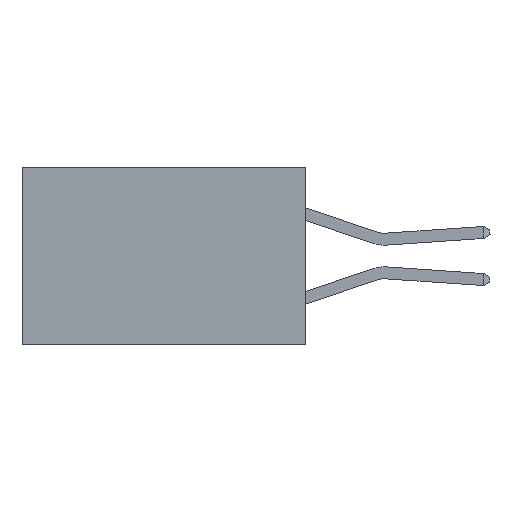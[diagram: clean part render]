
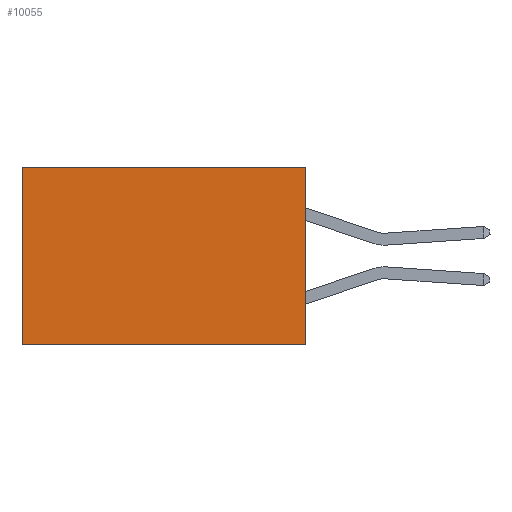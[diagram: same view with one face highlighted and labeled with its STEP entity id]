
A CAD part, left-side view. The second image highlights one B-rep face of the part: STEP entity #10055.
In plain terms, the highlighted planar face has unit normal (-1, 0, 0).
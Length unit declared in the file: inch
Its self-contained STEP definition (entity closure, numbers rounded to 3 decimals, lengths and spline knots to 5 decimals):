
#287 = EDGE_CURVE ( 'NONE', #4093, #16880, #6941, .T. ) ;
#329 = EDGE_LOOP ( 'NONE', ( #18075, #18293, #2953, #8485 ) ) ;
#1151 = CARTESIAN_POINT ( 'NONE',  ( 0.277, 0., 0. ) ) ;
#1639 = EDGE_CURVE ( 'NONE', #4093, #3101, #9491, .T. ) ;
#2953 = ORIENTED_EDGE ( 'NONE', *, *, #1639, .F. ) ;
#3101 = VERTEX_POINT ( 'NONE', #9810 ) ;
#3172 = CARTESIAN_POINT ( 'NONE',  ( 0.277, 0., -0.37 ) ) ;
#3877 = CARTESIAN_POINT ( 'NONE',  ( 0.277, 0., -0.37 ) ) ;
#4093 = VERTEX_POINT ( 'NONE', #1151 ) ;
#4368 = CARTESIAN_POINT ( 'NONE',  ( 0.277, 0., 0. ) ) ;
#4521 = DIRECTION ( 'NONE',  ( 0., 1., 0. ) ) ;
#4844 = VECTOR ( 'NONE', #15867, 39.37008 ) ;
#5424 = DIRECTION ( 'NONE',  ( 1., 0., 0. ) ) ;
#5578 = LINE ( 'NONE', #13834, #13205 ) ;
#6941 = LINE ( 'NONE', #4368, #14974 ) ;
#7607 = FACE_OUTER_BOUND ( 'NONE', #329, .T. ) ;
#7663 = EDGE_CURVE ( 'NONE', #3101, #11707, #16930, .T. ) ;
#8485 = ORIENTED_EDGE ( 'NONE', *, *, #287, .T. ) ;
#9491 = LINE ( 'NONE', #3172, #17497 ) ;
#9810 = CARTESIAN_POINT ( 'NONE',  ( 0.277, 0., -0.37 ) ) ;
#10055 = ADVANCED_FACE ( 'NONE', ( #7607 ), #13011, .F. ) ;
#10082 = CARTESIAN_POINT ( 'NONE',  ( 0.277, 0.59, 0. ) ) ;
#10354 = DIRECTION ( 'NONE',  ( 0., 0., -1. ) ) ;
#11707 = VERTEX_POINT ( 'NONE', #17979 ) ;
#13011 = PLANE ( 'NONE',  #13749 ) ;
#13205 = VECTOR ( 'NONE', #15323, 39.37008 ) ;
#13749 = AXIS2_PLACEMENT_3D ( 'NONE', #3877, #5424, #16008 ) ;
#13834 = CARTESIAN_POINT ( 'NONE',  ( 0.277, 0.59, -0.37 ) ) ;
#14974 = VECTOR ( 'NONE', #4521, 39.37008 ) ;
#15323 = DIRECTION ( 'NONE',  ( 0., 0., -1. ) ) ;
#15746 = EDGE_CURVE ( 'NONE', #16880, #11707, #5578, .T. ) ;
#15867 = DIRECTION ( 'NONE',  ( 0., 1., 0. ) ) ;
#15888 = CARTESIAN_POINT ( 'NONE',  ( 0.277, 0., -0.37 ) ) ;
#16008 = DIRECTION ( 'NONE',  ( 0., 0., -1. ) ) ;
#16880 = VERTEX_POINT ( 'NONE', #10082 ) ;
#16930 = LINE ( 'NONE', #15888, #4844 ) ;
#17497 = VECTOR ( 'NONE', #10354, 39.37008 ) ;
#17979 = CARTESIAN_POINT ( 'NONE',  ( 0.277, 0.59, -0.37 ) ) ;
#18075 = ORIENTED_EDGE ( 'NONE', *, *, #15746, .T. ) ;
#18293 = ORIENTED_EDGE ( 'NONE', *, *, #7663, .F. ) ;
